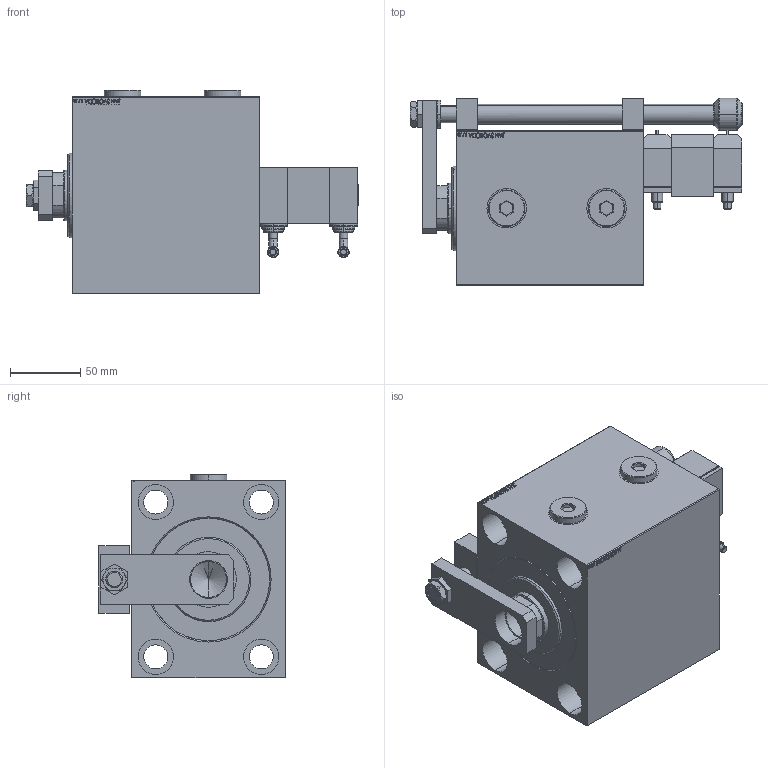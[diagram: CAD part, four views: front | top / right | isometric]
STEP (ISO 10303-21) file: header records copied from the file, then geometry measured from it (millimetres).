
FILE_DESCRIPTION (( 'STEP AP203' ), '1' );
FILE_NAME ('0804.STEP', '2024-04-15T11:36:38', ( '' ), ( '' ), 'SwSTEP 2.0', 'SolidWorks 2019', '' );
FILE_SCHEMA (( 'CONFIG_CONTROL_DESIGN' ));
Length unit declared in the file: millimetre
Products named in the file (14): Zatka_OIL_PORT 77f2c51afc7496801f8cb9394b2a16d2; V450CM_C_VCP 77f2c51afc7496801f8cb9394b2a16d2; SWITCH_P_FRONT_BACK 77f2c51afc7496801f8cb9394b2a16d2; TYC_P 77f2c51afc7496801f8cb9394b2a16d2; V450CM_VC_B 77f2c51afc7496801f8cb9394b2a16d2; V450CM_C_Body 77f2c51afc7496801f8cb9394b2a16d2; 0804; SWITCH DIM W_B 77f2c51afc7496801f8cb9394b2a16d2; ZARAZKA_P 77f2c51afc7496801f8cb9394b2a16d2; NUT_D19_P 77f2c51afc7496801f8cb9394b2a16d2; NUT_D16 77f2c51afc7496801f8cb9394b2a16d2; KROUZEK_PRO_TYC 77f2c51afc7496801f8cb9394b2a16d2; SWITCH P 77f2c51afc7496801f8cb9394b2a16d2; MIDDLE 77f2c51afc7496801f8cb9394b2a16d2
Assembly tree (16 placements, depth 2):
  0804
    V450CM_C_Body 77f2c51afc7496801f8cb9394b2a16d2
    V450CM_C_VCP 77f2c51afc7496801f8cb9394b2a16d2
    V450CM_VC_B 77f2c51afc7496801f8cb9394b2a16d2
    SWITCH DIM W_B 77f2c51afc7496801f8cb9394b2a16d2
    SWITCH P 77f2c51afc7496801f8cb9394b2a16d2  x2
    SWITCH_P_FRONT_BACK 77f2c51afc7496801f8cb9394b2a16d2  x2
    TYC_P 77f2c51afc7496801f8cb9394b2a16d2
    ZARAZKA_P 77f2c51afc7496801f8cb9394b2a16d2
    KROUZEK_PRO_TYC 77f2c51afc7496801f8cb9394b2a16d2
    MIDDLE 77f2c51afc7496801f8cb9394b2a16d2
    NUT_D16 77f2c51afc7496801f8cb9394b2a16d2
    NUT_D19_P 77f2c51afc7496801f8cb9394b2a16d2
    Zatka_OIL_PORT 77f2c51afc7496801f8cb9394b2a16d2  x2
Bounding box: 236 x 133.5 x 144.9 mm (x, y, z)
Volume: 1925466.7 mm3; surface area: 270810.2 mm2
Topology: 16 solids, 16 shells, 1172 faces, 2900 edges, 1894 vertices
Faces by surface type: plane 559, bspline 384, cylinder 144, cone 53, torus 32
Entity records: 52522 total; most frequent: CARTESIAN_POINT 27642, ORIENTED_EDGE 5360, DIRECTION 3619, EDGE_CURVE 2680, VERTEX_POINT 1757, LINE 1541, VECTOR 1541, EDGE_LOOP 1237
